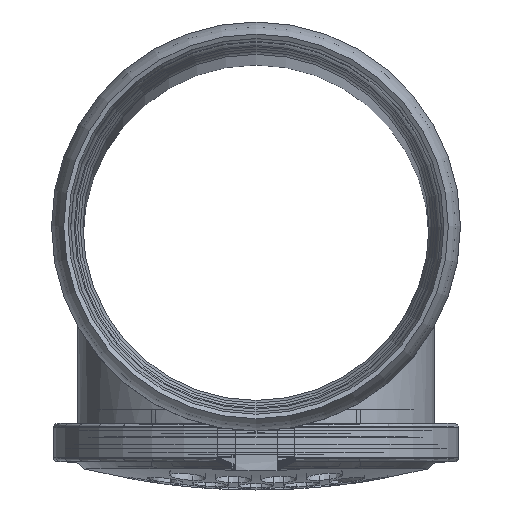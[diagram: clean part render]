
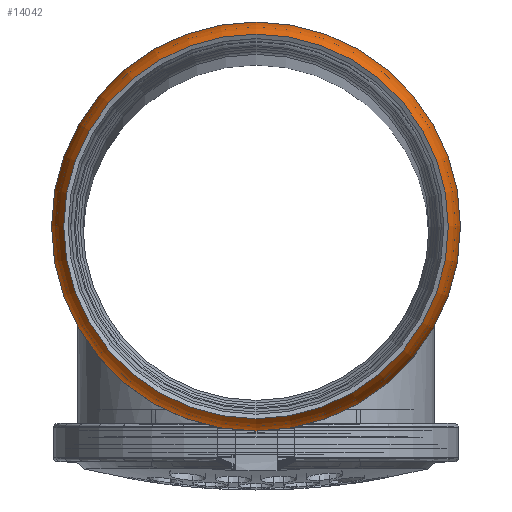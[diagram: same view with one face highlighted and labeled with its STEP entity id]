
A CAD part, top view. The second image highlights one B-rep face of the part: STEP entity #14042.
In plain terms, the highlighted toroidal (fillet/blend) face has major radius 340 mm and minor radius 245 mm.
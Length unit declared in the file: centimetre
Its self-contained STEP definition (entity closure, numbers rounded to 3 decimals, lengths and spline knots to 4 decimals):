
#210=TOROIDAL_SURFACE('',#14804,34.,24.5);
#1754=FACE_OUTER_BOUND('',#2562,.T.);
#2562=EDGE_LOOP('',(#13053,#13054,#13055,#13056,#13057,#13058));
#5729=CIRCLE('',#14801,58.5);
#5730=CIRCLE('',#14802,58.5);
#5732=CIRCLE('',#14805,24.5);
#5733=CIRCLE('',#14806,55.0117);
#5734=CIRCLE('',#14807,55.0117);
#7058=VERTEX_POINT('',#38846);
#7059=VERTEX_POINT('',#38848);
#7060=VERTEX_POINT('',#38853);
#7061=VERTEX_POINT('',#38855);
#9067=EDGE_CURVE('',#7058,#7059,#5729,.T.);
#9068=EDGE_CURVE('',#7059,#7058,#5730,.T.);
#9070=EDGE_CURVE('',#7059,#7060,#5732,.T.);
#9071=EDGE_CURVE('',#7060,#7061,#5733,.T.);
#9072=EDGE_CURVE('',#7061,#7060,#5734,.T.);
#13053=ORIENTED_EDGE('',*,*,#9067,.F.);
#13054=ORIENTED_EDGE('',*,*,#9068,.F.);
#13055=ORIENTED_EDGE('',*,*,#9070,.T.);
#13056=ORIENTED_EDGE('',*,*,#9071,.T.);
#13057=ORIENTED_EDGE('',*,*,#9072,.T.);
#13058=ORIENTED_EDGE('',*,*,#9070,.F.);
#14042=ADVANCED_FACE('',(#1754),#210,.T.);
#14801=AXIS2_PLACEMENT_3D('',#38849,#17720,#17721);
#14802=AXIS2_PLACEMENT_3D('',#38850,#17722,#17723);
#14804=AXIS2_PLACEMENT_3D('',#38852,#17726,#17727);
#14805=AXIS2_PLACEMENT_3D('',#38854,#17728,#17729);
#14806=AXIS2_PLACEMENT_3D('',#38856,#17730,#17731);
#14807=AXIS2_PLACEMENT_3D('',#38857,#17732,#17733);
#17720=DIRECTION('center_axis',(0.,0.,
-1.));
#17721=DIRECTION('ref_axis',(1.,0.,0.));
#17722=DIRECTION('center_axis',(0.,0.,
-1.));
#17723=DIRECTION('ref_axis',(1.,0.,0.));
#17726=DIRECTION('center_axis',(0.,0.,
-1.));
#17727=DIRECTION('ref_axis',(0.,1.,0.));
#17728=DIRECTION('center_axis',(-1.,0.,0.));
#17729=DIRECTION('ref_axis',(0.,-1.,0.));
#17730=DIRECTION('center_axis',(0.,0.,
-1.));
#17731=DIRECTION('ref_axis',(1.,0.,0.));
#17732=DIRECTION('center_axis',(0.,0.,
-1.));
#17733=DIRECTION('ref_axis',(1.,0.,0.));
#38846=CARTESIAN_POINT('',(-58.5,0.,1617.4));
#38848=CARTESIAN_POINT('',(0.,-58.5,1617.4));
#38849=CARTESIAN_POINT('Origin',(0.,0.,
1617.4));
#38850=CARTESIAN_POINT('Origin',(0.,0.,
1617.4));
#38852=CARTESIAN_POINT('Origin',(0.,0.,
1617.4));
#38853=CARTESIAN_POINT('',(0.,-55.0117,1630.));
#38854=CARTESIAN_POINT('Origin',(0.,-34.,1617.4));
#38855=CARTESIAN_POINT('',(-55.0117,0.,1630.));
#38856=CARTESIAN_POINT('Origin',(0.,0.,
1630.));
#38857=CARTESIAN_POINT('Origin',(0.,0.,
1630.));
